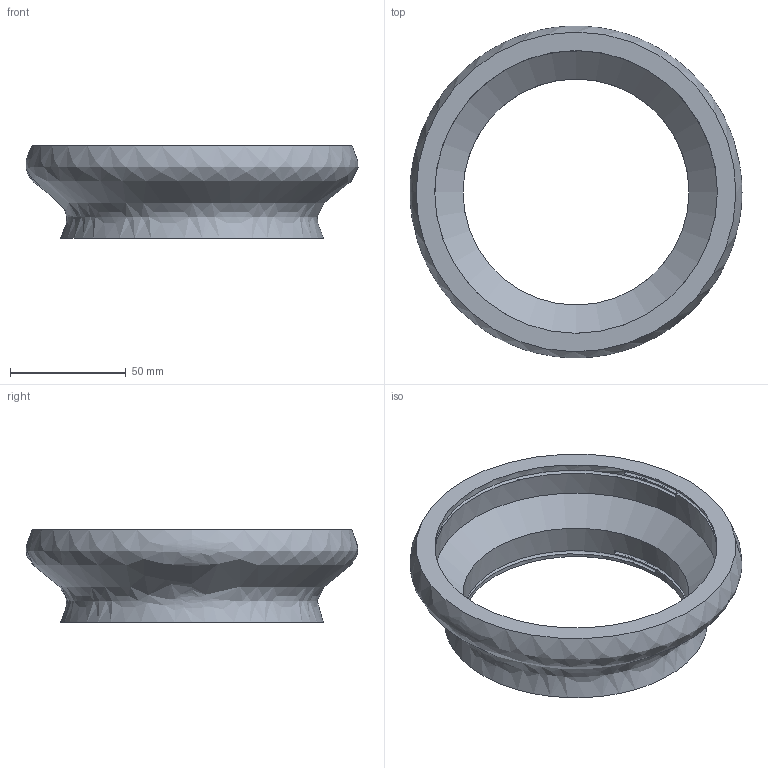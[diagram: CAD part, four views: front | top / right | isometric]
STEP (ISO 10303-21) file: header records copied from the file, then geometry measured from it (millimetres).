
FILE_DESCRIPTION(('Open CASCADE Model'),'2;1');
FILE_NAME('Open CASCADE Shape Model','2025-06-24T10:29:37',('Author'),( 'Open CASCADE'),'Open CASCADE STEP processor 7.8','Open CASCADE 7.8' ,'Unknown');
FILE_SCHEMA(('AUTOMOTIVE_DESIGN { 1 0 10303 214 1 1 1 1 }'));
Length unit declared in the file: millimetre
Products named in the file (1): Open CASCADE STEP translator 7.8 1
Bounding box: 143.61 x 143.48 x 40 mm (x, y, z)
Volume: 119017.6 mm3; surface area: 43085.1 mm2
Topology: 1 solids, 1 shells, 14 faces, 30 edges, 18 vertices
Faces by surface type: plane 6, cylinder 4, bspline 3, cone 1
Full cylindrical faces by diameter (mm): 97.8 x2, 122.3 x2
Entity records: 2070 total; most frequent: CARTESIAN_POINT 1586, B_SPLINE_CURVE_WITH_KNOTS 61, ORIENTED_EDGE 60, PCURVE 60, DEFINITIONAL_REPRESENTATION 60, DIRECTION 46, EDGE_CURVE 30, SURFACE_CURVE 24
